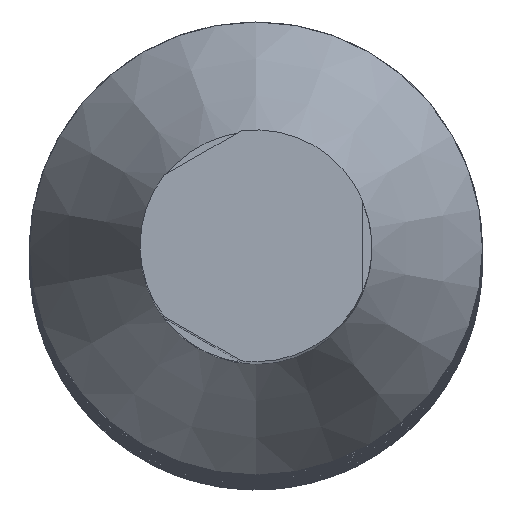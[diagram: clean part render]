
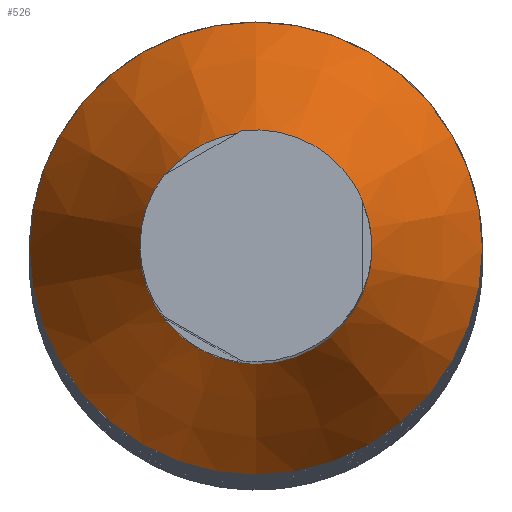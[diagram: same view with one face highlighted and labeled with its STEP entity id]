
A CAD part, top view. The second image highlights one B-rep face of the part: STEP entity #526.
In plain terms, the highlighted conical face has half-angle 25.498 degrees and reference radius 9.6 mm.
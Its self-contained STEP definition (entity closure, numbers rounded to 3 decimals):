
#18=CONICAL_SURFACE('',#572,9.6,25.498);
#79=FACE_BOUND('',#155,.T.);
#116=FACE_OUTER_BOUND('',#154,.T.);
#154=EDGE_LOOP('',(#483));
#155=EDGE_LOOP('',(#484));
#188=CIRCLE('',#543,6.5);
#205=CIRCLE('',#571,12.7);
#218=VERTEX_POINT('',#715);
#256=VERTEX_POINT('',#8841);
#275=EDGE_CURVE('',#218,#218,#188,.T.);
#332=EDGE_CURVE('',#256,#256,#205,.T.);
#483=ORIENTED_EDGE('',*,*,#332,.T.);
#484=ORIENTED_EDGE('',*,*,#275,.F.);
#526=ADVANCED_FACE('',(#116,#79),#18,.T.);
#543=AXIS2_PLACEMENT_3D('',#716,#615,#616);
#571=AXIS2_PLACEMENT_3D('',#8842,#672,#673);
#572=AXIS2_PLACEMENT_3D('',#8843,#674,#675);
#615=DIRECTION('center_axis',(0.,0.,1.));
#616=DIRECTION('ref_axis',(1.,0.,0.));
#672=DIRECTION('center_axis',(0.,0.,1.));
#673=DIRECTION('ref_axis',(1.,0.,0.));
#674=DIRECTION('center_axis',(0.,0.,-1.));
#675=DIRECTION('ref_axis',(0.,-1.,0.));
#715=CARTESIAN_POINT('',(0.,-6.5,18.));
#716=CARTESIAN_POINT('Origin',(0.,0.,18.));
#8841=CARTESIAN_POINT('',(0.,-12.7,5.));
#8842=CARTESIAN_POINT('Origin',(0.,0.,5.));
#8843=CARTESIAN_POINT('Origin',(0.,0.,11.5));
